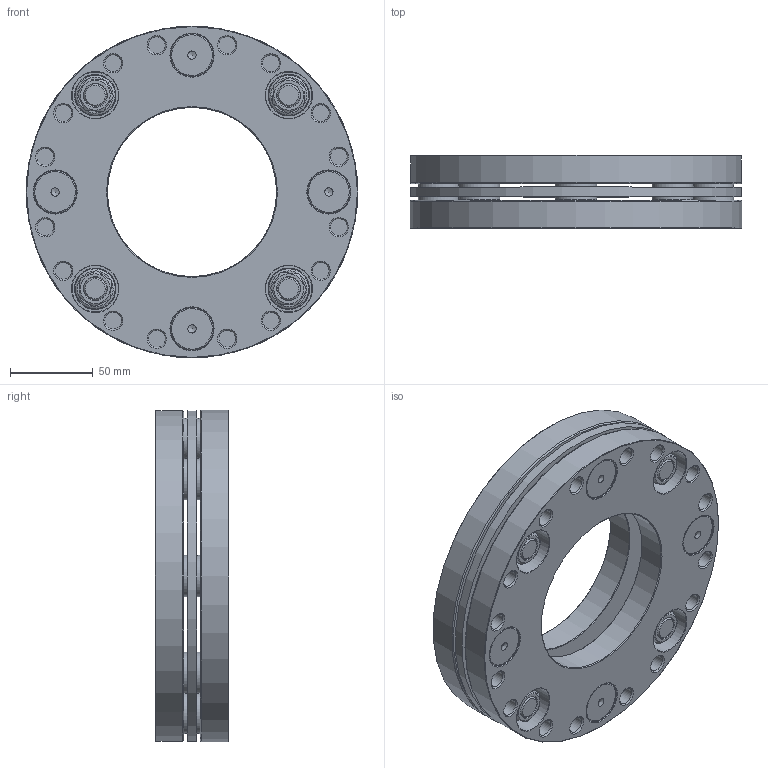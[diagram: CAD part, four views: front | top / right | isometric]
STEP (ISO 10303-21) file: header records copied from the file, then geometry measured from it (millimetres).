
FILE_DESCRIPTION(/* description */ ('Unknown'),/* implementation_level */ '2;1');
FILE_NAME(/* name */ 'HK20-45-00-00',/* time_stamp */ '2020-09-14T13:33:03+02:00',/* author */ ('Unknown'),/* organization */ ('Unknown'),/* preprocessor_version */ 'ST-DEVELOPER v16.7',/* originating_system */ 'Solid Edge',/* authorisation */ 'Unknown');
FILE_SCHEMA (('AUTOMOTIVE_DESIGN {1 0 10303 214 3 1 1}'));
Length unit declared in the file: millimetre
Products named in the file (1): Part3
Bounding box: 200 x 44.1 x 200 mm (x, y, z)
Volume: 818954 mm3; surface area: 191148.1 mm2
Topology: 1 solids, 1 shells, 452 faces, 1014 edges, 608 vertices
Faces by surface type: cone 150, plane 142, cylinder 134, torus 26
Full cylindrical faces by diameter (mm): 10.106 x32, 24 x8, 25 x16, 25.5 x8, 26 x8, 28 x8, 102 x2, 130 x1, 200 x3
Entity records: 14110 total; most frequent: DIRECTION 2034, CARTESIAN_POINT 1877, ORIENTED_EDGE 1368, AXIS2_PLACEMENT_3D 945, FACE_BOUND 864, EDGE_LOOP 856, EDGE_CURVE 684, VERTEX_POINT 548
